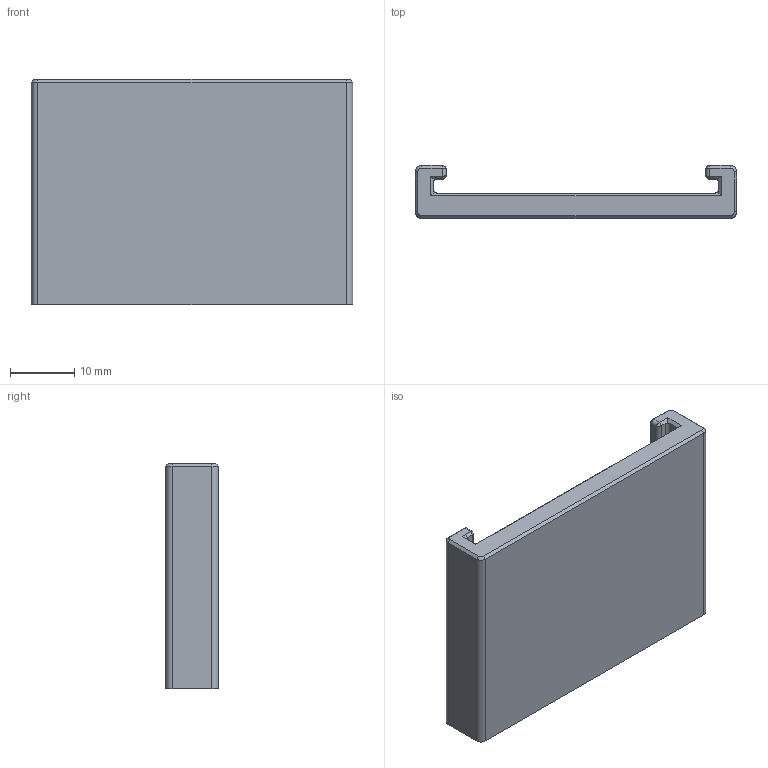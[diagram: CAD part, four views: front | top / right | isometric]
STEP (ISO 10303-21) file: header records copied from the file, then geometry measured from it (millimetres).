
FILE_DESCRIPTION(/* description */ (''),/* implementation_level */ '2;1');
FILE_NAME(/* name */ 'Dewey_FrontBodyCover_Parametric.step',/* time_stamp */ '2026-01-27T00:06:10-07:00',/* author */ (''),/* organization */ (''),/* preprocessor_version */ 'ST-DEVELOPER v20.1',/* originating_system */ 'Autodesk Translation Framework v14.21.0.0',/* authorisation */ '');
FILE_SCHEMA (('AUTOMOTIVE_DESIGN { 1 0 10303 214 3 1 1 }'));
Length unit declared in the file: millimetre
Products named in the file (1): OpenTrickler_front_body_cover
Bounding box: 50 x 8.2 x 35 mm (x, y, z)
Volume: 7923.1 mm3; surface area: 4950.8 mm2
Topology: 1 solids, 1 shells, 47 faces, 118 edges, 73 vertices
Faces by surface type: plane 25, cylinder 18, cone 4
Entity records: 1432 total; most frequent: DIRECTION 250, CARTESIAN_POINT 239, ORIENTED_EDGE 236, EDGE_CURVE 118, AXIS2_PLACEMENT_3D 84, LINE 82, VECTOR 82, VERTEX_POINT 73
